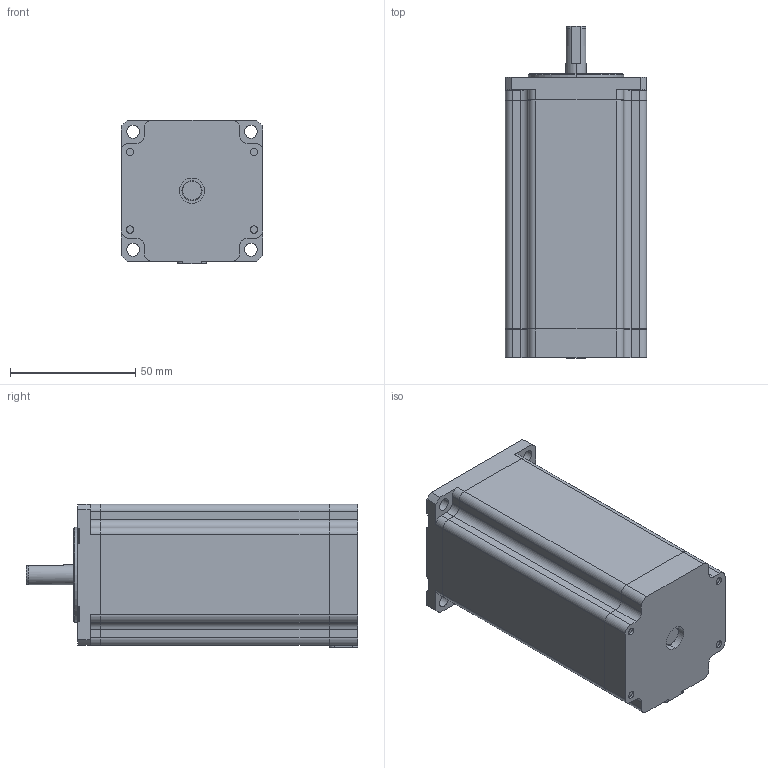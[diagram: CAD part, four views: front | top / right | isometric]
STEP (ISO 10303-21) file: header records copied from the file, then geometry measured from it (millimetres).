
FILE_DESCRIPTION((''),'2;1');
FILE_NAME('PRT0001','2020-09-25T13:44:36',('ms20301'),(''),'CREO PARAMETRIC BY PTC INC, 2018100','CREO PARAMETRIC BY PTC INC, 2018100','');
FILE_SCHEMA(('CONFIG_CONTROL_DESIGN'));
Length unit declared in the file: millimetre
Products named in the file (1): PRT0001
Bounding box: 56.4 x 132.6 x 57.4 mm (x, y, z)
Volume: 319038.1 mm3; surface area: 37931.4 mm2
Topology: 1 solids, 1 shells, 399 faces, 1014 edges, 641 vertices
Faces by surface type: plane 156, cylinder 114, torus 56, bspline 48, cone 25
Entity records: 17452 total; most frequent: CARTESIAN_POINT 7770, DIRECTION 2040, ORIENTED_EDGE 2028, EDGE_CURVE 1014, AXIS2_PLACEMENT_3D 761, VERTEX_POINT 641, VECTOR 518, LINE 518
